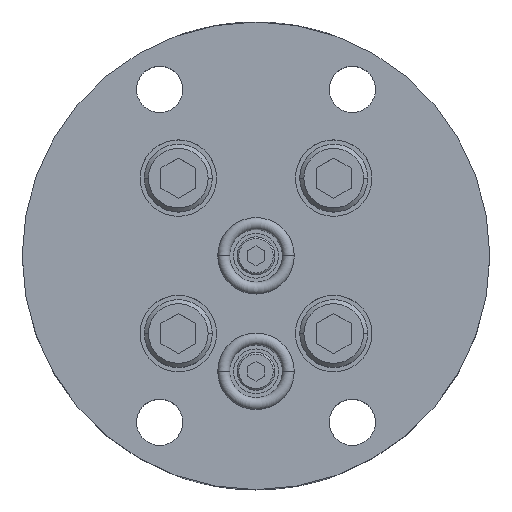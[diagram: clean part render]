
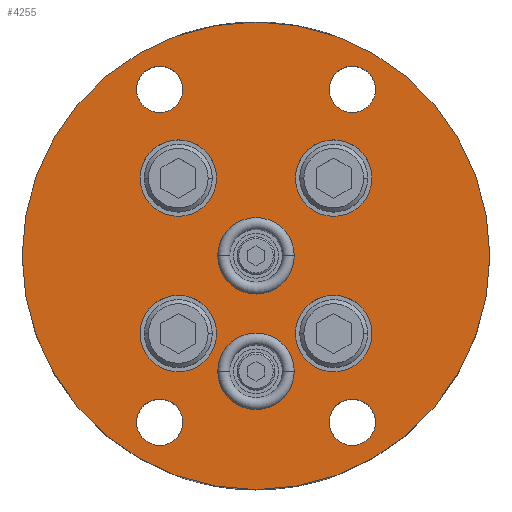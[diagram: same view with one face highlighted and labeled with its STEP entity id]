
A CAD part, top view. The second image highlights one B-rep face of the part: STEP entity #4255.
In plain terms, the highlighted planar face has unit normal (0, 0, 1).
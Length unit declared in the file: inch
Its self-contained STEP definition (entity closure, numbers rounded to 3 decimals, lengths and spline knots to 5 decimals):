
#534=CARTESIAN_POINT('',(0.,0.,1.18));
#535=DIRECTION('',(0.,0.,1.));
#536=DIRECTION('',(1.,0.,0.));
#537=AXIS2_PLACEMENT_3D('',#534,#535,#536);
#539=CARTESIAN_POINT('',(0.,0.,1.18));
#540=DIRECTION('',(0.,0.,1.));
#541=DIRECTION('',(-1.,0.,0.));
#542=AXIS2_PLACEMENT_3D('',#539,#540,#541);
#544=CARTESIAN_POINT('',(0.5512,0.9528,1.18));
#545=DIRECTION('',(0.,0.,1.));
#546=DIRECTION('',(1.,0.,0.));
#547=AXIS2_PLACEMENT_3D('',#544,#545,#546);
#549=CARTESIAN_POINT('',(0.5512,0.9528,1.18));
#550=DIRECTION('',(0.,0.,1.));
#551=DIRECTION('',(-1.,0.,0.));
#552=AXIS2_PLACEMENT_3D('',#549,#550,#551);
#554=CARTESIAN_POINT('',(-0.5512,0.9528,1.18));
#555=DIRECTION('',(0.,0.,1.));
#556=DIRECTION('',(1.,0.,0.));
#557=AXIS2_PLACEMENT_3D('',#554,#555,#556);
#559=CARTESIAN_POINT('',(-0.5512,0.9528,1.18));
#560=DIRECTION('',(0.,0.,1.));
#561=DIRECTION('',(-1.,0.,0.));
#562=AXIS2_PLACEMENT_3D('',#559,#560,#561);
#564=CARTESIAN_POINT('',(-0.5512,-0.9528,1.18));
#565=DIRECTION('',(0.,0.,1.));
#566=DIRECTION('',(1.,0.,0.));
#567=AXIS2_PLACEMENT_3D('',#564,#565,#566);
#569=CARTESIAN_POINT('',(-0.5512,-0.9528,1.18));
#570=DIRECTION('',(0.,0.,1.));
#571=DIRECTION('',(-1.,0.,0.));
#572=AXIS2_PLACEMENT_3D('',#569,#570,#571);
#574=CARTESIAN_POINT('',(0.5512,-0.9528,1.18));
#575=DIRECTION('',(0.,0.,1.));
#576=DIRECTION('',(1.,0.,0.));
#577=AXIS2_PLACEMENT_3D('',#574,#575,#576);
#579=CARTESIAN_POINT('',(0.5512,-0.9528,1.18));
#580=DIRECTION('',(0.,0.,1.));
#581=DIRECTION('',(-1.,0.,0.));
#582=AXIS2_PLACEMENT_3D('',#579,#580,#581);
#584=CARTESIAN_POINT('',(-0.4449,0.4449,1.18));
#585=DIRECTION('',(0.,0.,1.));
#586=DIRECTION('',(1.,0.,0.));
#587=AXIS2_PLACEMENT_3D('',#584,#585,#586);
#589=CARTESIAN_POINT('',(-0.4449,0.4449,1.18));
#590=DIRECTION('',(0.,0.,1.));
#591=DIRECTION('',(-1.,0.,0.));
#592=AXIS2_PLACEMENT_3D('',#589,#590,#591);
#594=CARTESIAN_POINT('',(0.4449,0.4449,1.18));
#595=DIRECTION('',(0.,0.,1.));
#596=DIRECTION('',(1.,0.,0.));
#597=AXIS2_PLACEMENT_3D('',#594,#595,#596);
#599=CARTESIAN_POINT('',(0.4449,0.4449,1.18));
#600=DIRECTION('',(0.,0.,1.));
#601=DIRECTION('',(-1.,0.,0.));
#602=AXIS2_PLACEMENT_3D('',#599,#600,#601);
#604=CARTESIAN_POINT('',(0.4449,-0.4449,1.18));
#605=DIRECTION('',(0.,0.,1.));
#606=DIRECTION('',(1.,0.,0.));
#607=AXIS2_PLACEMENT_3D('',#604,#605,#606);
#609=CARTESIAN_POINT('',(0.4449,-0.4449,1.18));
#610=DIRECTION('',(0.,0.,1.));
#611=DIRECTION('',(-1.,0.,0.));
#612=AXIS2_PLACEMENT_3D('',#609,#610,#611);
#614=CARTESIAN_POINT('',(-0.4449,-0.4449,1.18));
#615=DIRECTION('',(0.,0.,1.));
#616=DIRECTION('',(1.,0.,0.));
#617=AXIS2_PLACEMENT_3D('',#614,#615,#616);
#619=CARTESIAN_POINT('',(-0.4449,-0.4449,1.18));
#620=DIRECTION('',(0.,0.,1.));
#621=DIRECTION('',(-1.,0.,0.));
#622=AXIS2_PLACEMENT_3D('',#619,#620,#621);
#624=CARTESIAN_POINT('',(0.,0.,1.18));
#625=DIRECTION('',(0.,0.,-1.));
#626=DIRECTION('',(0.,1.,0.));
#627=AXIS2_PLACEMENT_3D('',#624,#625,#626);
#629=CARTESIAN_POINT('',(0.,0.,1.18));
#630=DIRECTION('',(0.,0.,-1.));
#631=DIRECTION('',(0.,-1.,0.));
#632=AXIS2_PLACEMENT_3D('',#629,#630,#631);
#634=CARTESIAN_POINT('',(0.,-0.661,1.18));
#635=DIRECTION('',(0.,0.,-1.));
#636=DIRECTION('',(0.,1.,0.));
#637=AXIS2_PLACEMENT_3D('',#634,#635,#636);
#639=CARTESIAN_POINT('',(0.,-0.661,1.18));
#640=DIRECTION('',(0.,0.,-1.));
#641=DIRECTION('',(0.,-1.,0.));
#642=AXIS2_PLACEMENT_3D('',#639,#640,#641);
#3285=CARTESIAN_POINT('',(1.3386,0.,1.18));
#3286=CARTESIAN_POINT('',(-1.3386,0.,1.18));
#3287=VERTEX_POINT('',#3285);
#3288=VERTEX_POINT('',#3286);
#3305=CARTESIAN_POINT('',(0.6837,0.9528,1.18));
#3306=CARTESIAN_POINT('',(0.4187,0.9528,1.18));
#3307=VERTEX_POINT('',#3305);
#3308=VERTEX_POINT('',#3306);
#3309=CARTESIAN_POINT('',(-0.4187,0.9528,1.18));
#3310=CARTESIAN_POINT('',(-0.6837,0.9528,1.18));
#3311=VERTEX_POINT('',#3309);
#3312=VERTEX_POINT('',#3310);
#3313=CARTESIAN_POINT('',(-0.4187,-0.9528,1.18));
#3314=CARTESIAN_POINT('',(-0.6837,-0.9528,1.18));
#3315=VERTEX_POINT('',#3313);
#3316=VERTEX_POINT('',#3314);
#3317=CARTESIAN_POINT('',(0.6837,-0.9528,1.18));
#3318=CARTESIAN_POINT('',(0.4187,-0.9528,1.18));
#3319=VERTEX_POINT('',#3317);
#3320=VERTEX_POINT('',#3318);
#3337=CARTESIAN_POINT('',(-0.2259,0.4449,1.18));
#3338=CARTESIAN_POINT('',(-0.6639,0.4449,1.18));
#3339=VERTEX_POINT('',#3337);
#3340=VERTEX_POINT('',#3338);
#3341=CARTESIAN_POINT('',(0.6639,0.4449,1.18));
#3342=CARTESIAN_POINT('',(0.2259,0.4449,1.18));
#3343=VERTEX_POINT('',#3341);
#3344=VERTEX_POINT('',#3342);
#3345=CARTESIAN_POINT('',(0.6639,-0.4449,1.18));
#3346=CARTESIAN_POINT('',(0.2259,-0.4449,1.18));
#3347=VERTEX_POINT('',#3345);
#3348=VERTEX_POINT('',#3346);
#3349=CARTESIAN_POINT('',(-0.2259,-0.4449,1.18));
#3350=CARTESIAN_POINT('',(-0.6639,-0.4449,1.18));
#3351=VERTEX_POINT('',#3349);
#3352=VERTEX_POINT('',#3350);
#3435=CARTESIAN_POINT('',(0.,0.219,1.18));
#3436=CARTESIAN_POINT('',(0.,-0.219,1.18));
#3437=VERTEX_POINT('',#3435);
#3438=VERTEX_POINT('',#3436);
#3451=CARTESIAN_POINT('',(0.,-0.442,1.18));
#3452=CARTESIAN_POINT('',(0.,-0.88,1.18));
#3453=VERTEX_POINT('',#3451);
#3454=VERTEX_POINT('',#3452);
#4186=CARTESIAN_POINT('',(0.,0.,1.18));
#4187=DIRECTION('',(0.,0.,1.));
#4188=DIRECTION('',(1.,0.,0.));
#4189=AXIS2_PLACEMENT_3D('',#4186,#4187,#4188);
#4190=PLANE('',#4189);
#4191=ORIENTED_EDGE('',*,*,#4154,.F.);
#4192=ORIENTED_EDGE('',*,*,#4174,.F.);
#4193=EDGE_LOOP('',(#4191,#4192));
#4194=FACE_OUTER_BOUND('',#4193,.F.);
#4196=ORIENTED_EDGE('',*,*,#4195,.T.);
#4198=ORIENTED_EDGE('',*,*,#4197,.T.);
#4199=EDGE_LOOP('',(#4196,#4198));
#4200=FACE_BOUND('',#4199,.F.);
#4202=ORIENTED_EDGE('',*,*,#4201,.T.);
#4204=ORIENTED_EDGE('',*,*,#4203,.T.);
#4205=EDGE_LOOP('',(#4202,#4204));
#4206=FACE_BOUND('',#4205,.F.);
#4208=ORIENTED_EDGE('',*,*,#4207,.T.);
#4210=ORIENTED_EDGE('',*,*,#4209,.T.);
#4211=EDGE_LOOP('',(#4208,#4210));
#4212=FACE_BOUND('',#4211,.F.);
#4214=ORIENTED_EDGE('',*,*,#4213,.T.);
#4216=ORIENTED_EDGE('',*,*,#4215,.T.);
#4217=EDGE_LOOP('',(#4214,#4216));
#4218=FACE_BOUND('',#4217,.F.);
#4220=ORIENTED_EDGE('',*,*,#4219,.T.);
#4222=ORIENTED_EDGE('',*,*,#4221,.T.);
#4223=EDGE_LOOP('',(#4220,#4222));
#4224=FACE_BOUND('',#4223,.F.);
#4226=ORIENTED_EDGE('',*,*,#4225,.T.);
#4228=ORIENTED_EDGE('',*,*,#4227,.T.);
#4229=EDGE_LOOP('',(#4226,#4228));
#4230=FACE_BOUND('',#4229,.F.);
#4232=ORIENTED_EDGE('',*,*,#4231,.T.);
#4234=ORIENTED_EDGE('',*,*,#4233,.T.);
#4235=EDGE_LOOP('',(#4232,#4234));
#4236=FACE_BOUND('',#4235,.F.);
#4238=ORIENTED_EDGE('',*,*,#4237,.T.);
#4240=ORIENTED_EDGE('',*,*,#4239,.T.);
#4241=EDGE_LOOP('',(#4238,#4240));
#4242=FACE_BOUND('',#4241,.F.);
#4244=ORIENTED_EDGE('',*,*,#4243,.F.);
#4246=ORIENTED_EDGE('',*,*,#4245,.F.);
#4247=EDGE_LOOP('',(#4244,#4246));
#4248=FACE_BOUND('',#4247,.F.);
#4250=ORIENTED_EDGE('',*,*,#4249,.F.);
#4252=ORIENTED_EDGE('',*,*,#4251,.F.);
#4253=EDGE_LOOP('',(#4250,#4252));
#4254=FACE_BOUND('',#4253,.F.);
#538=CIRCLE('',#537,1.3386);
#543=CIRCLE('',#542,1.3386);
#548=CIRCLE('',#547,0.1325);
#553=CIRCLE('',#552,0.1325);
#558=CIRCLE('',#557,0.1325);
#563=CIRCLE('',#562,0.1325);
#568=CIRCLE('',#567,0.1325);
#573=CIRCLE('',#572,0.1325);
#578=CIRCLE('',#577,0.1325);
#583=CIRCLE('',#582,0.1325);
#588=CIRCLE('',#587,0.219);
#593=CIRCLE('',#592,0.219);
#598=CIRCLE('',#597,0.219);
#603=CIRCLE('',#602,0.219);
#608=CIRCLE('',#607,0.219);
#613=CIRCLE('',#612,0.219);
#618=CIRCLE('',#617,0.219);
#623=CIRCLE('',#622,0.219);
#628=CIRCLE('',#627,0.219);
#633=CIRCLE('',#632,0.219);
#638=CIRCLE('',#637,0.219);
#643=CIRCLE('',#642,0.219);
#4154=EDGE_CURVE('',#3287,#3288,#538,.T.);
#4174=EDGE_CURVE('',#3288,#3287,#543,.T.);
#4195=EDGE_CURVE('',#3307,#3308,#548,.T.);
#4197=EDGE_CURVE('',#3308,#3307,#553,.T.);
#4201=EDGE_CURVE('',#3311,#3312,#558,.T.);
#4203=EDGE_CURVE('',#3312,#3311,#563,.T.);
#4207=EDGE_CURVE('',#3315,#3316,#568,.T.);
#4209=EDGE_CURVE('',#3316,#3315,#573,.T.);
#4213=EDGE_CURVE('',#3319,#3320,#578,.T.);
#4215=EDGE_CURVE('',#3320,#3319,#583,.T.);
#4219=EDGE_CURVE('',#3339,#3340,#588,.T.);
#4221=EDGE_CURVE('',#3340,#3339,#593,.T.);
#4225=EDGE_CURVE('',#3343,#3344,#598,.T.);
#4227=EDGE_CURVE('',#3344,#3343,#603,.T.);
#4231=EDGE_CURVE('',#3347,#3348,#608,.T.);
#4233=EDGE_CURVE('',#3348,#3347,#613,.T.);
#4237=EDGE_CURVE('',#3351,#3352,#618,.T.);
#4239=EDGE_CURVE('',#3352,#3351,#623,.T.);
#4243=EDGE_CURVE('',#3437,#3438,#628,.T.);
#4245=EDGE_CURVE('',#3438,#3437,#633,.T.);
#4249=EDGE_CURVE('',#3453,#3454,#638,.T.);
#4251=EDGE_CURVE('',#3454,#3453,#643,.T.);
#4255=ADVANCED_FACE('',(#4194,#4200,#4206,#4212,#4218,#4224,#4230,#4236,#4242,
#4248,#4254),#4190,.T.);
